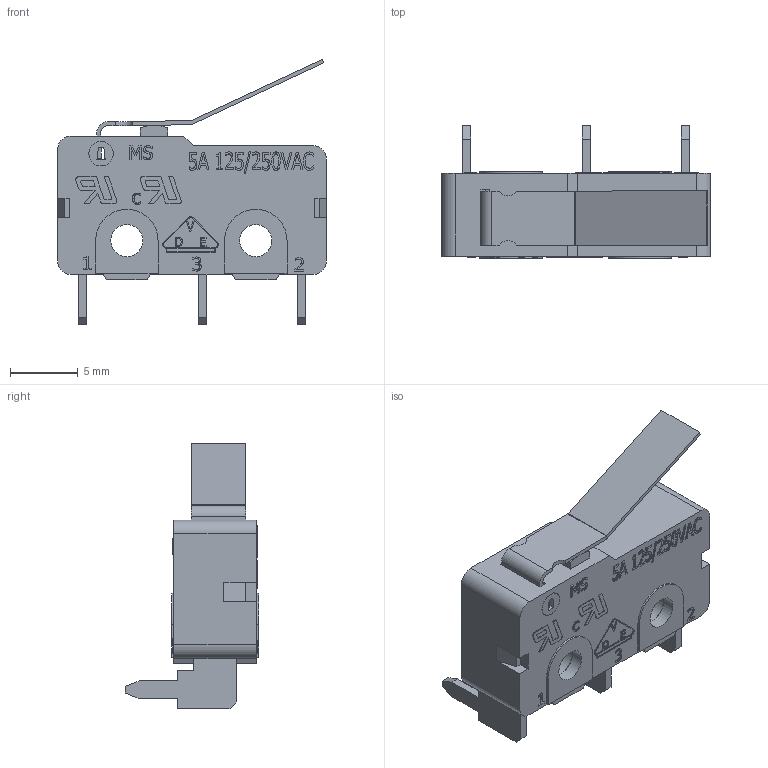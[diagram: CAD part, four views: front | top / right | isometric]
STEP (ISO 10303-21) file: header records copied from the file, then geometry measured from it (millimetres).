
FILE_DESCRIPTION((' '),'2;1');
FILE_NAME('MS085xx06FxxxV1A.stp','2017-07-19T16:33:05',(' '),(' '),' ','ACIS',' ');
FILE_SCHEMA(('CONFIG_CONTROL_DESIGN'));
Length unit declared in the file: inch
Products named in the file (1): MS085xx06FxxxV1A.stp
Bounding box: 19.8 x 9.8 x 19.56 mm (x, y, z)
Volume: 818.7 mm3; surface area: 1674.6 mm2
Topology: 1 solids, 4 shells, 800 faces, 2210 edges, 1472 vertices
Faces by surface type: plane 521, bspline 237, cylinder 42
Full cylindrical faces by diameter (mm): 1.8 x1, 2.37 x2, 2.4 x1, 2.5 x1
Entity records: 26589 total; most frequent: CARTESIAN_POINT 7625, ORIENTED_EDGE 4402, DIRECTION 2940, EDGE_CURVE 2201, VECTOR 1642, LINE 1642, VERTEX_POINT 1468, EDGE_LOOP 871
